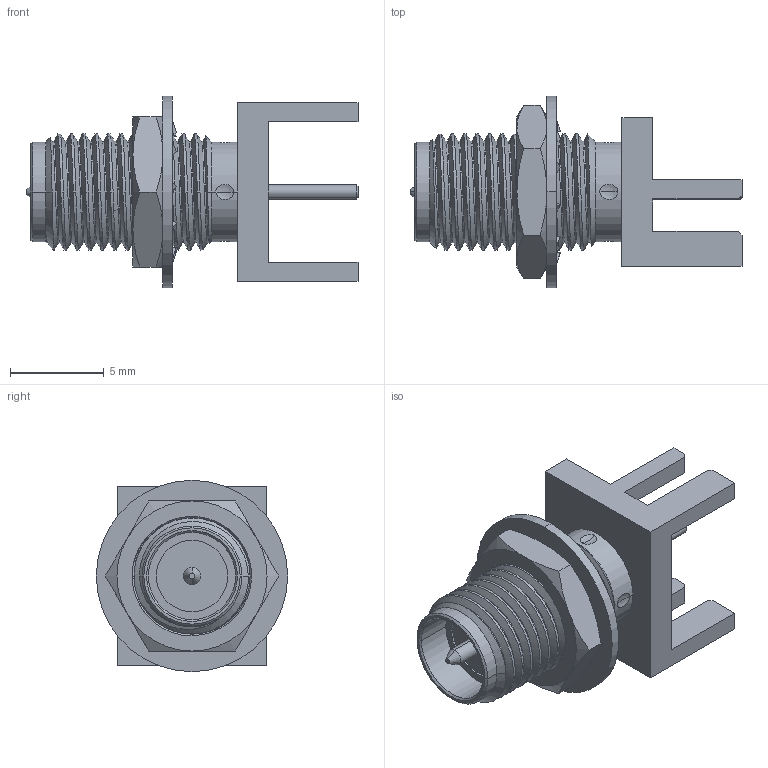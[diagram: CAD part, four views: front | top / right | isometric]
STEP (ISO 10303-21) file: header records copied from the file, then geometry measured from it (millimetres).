
FILE_DESCRIPTION(('FreeCAD Model'),'2;1');
FILE_NAME('Open CASCADE Shape Model','2023-10-07T11:33:21',(''),(''), 'Open CASCADE STEP processor 7.6','FreeCAD','Unknown');
FILE_SCHEMA(('AUTOMOTIVE_DESIGN { 1 0 10303 214 1 1 1 1 }'));
Length unit declared in the file: millimetre
Products named in the file (1): RSMA6251A1-022-3GT5GP_SW0001
Bounding box: 17.7 x 10.2 x 10.2 mm (x, y, z)
Volume: 461.6 mm3; surface area: 860.6 mm2
Topology: 1 solids, 1 shells, 209 faces, 556 edges, 352 vertices
Faces by surface type: bspline 75, cylinder 54, plane 42, cone 30, sphere 8
Entity records: 27312 total; most frequent: CARTESIAN_POINT 16391, DIRECTION 1223, ORIENTED_EDGE 1096, PCURVE 1096, DEFINITIONAL_REPRESENTATION 1096, B_SPLINE_CURVE_WITH_KNOTS 774, LINE 691, VECTOR 691
